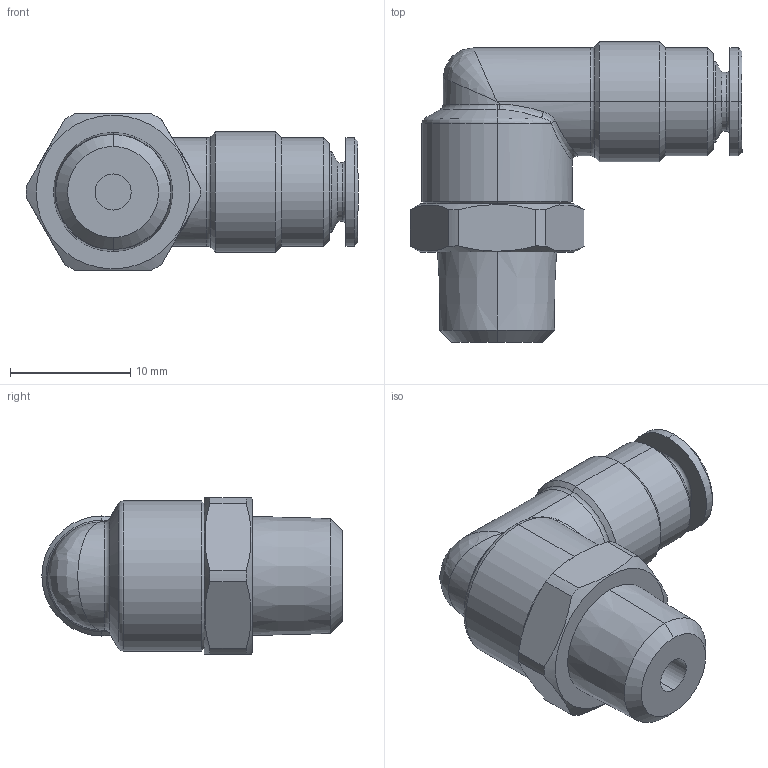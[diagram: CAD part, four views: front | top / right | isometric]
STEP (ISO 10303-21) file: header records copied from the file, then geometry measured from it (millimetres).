
FILE_DESCRIPTION (( 'STEP AP203' ), '1' );
FILE_NAME ('M0050011.STEP', '2010-08-05T06:24:38', ( '' ), ( 'sopra-pneumatic' ), 'SwSTEP 2.0', 'SolidWorks 2009', '' );
FILE_SCHEMA (( 'CONFIG_CONTROL_DESIGN' ));
Length unit declared in the file: millimetre
Products named in the file (1): M0050011
Bounding box: 27.64 x 25 x 13 mm (x, y, z)
Volume: 3058 mm3; surface area: 1915.5 mm2
Topology: 1 solids, 1 shells, 87 faces, 194 edges, 114 vertices
Faces by surface type: cone 29, cylinder 27, plane 15, torus 10, bspline 6
Entity records: 3663 total; most frequent: CARTESIAN_POINT 1682, DIRECTION 420, ORIENTED_EDGE 384, EDGE_CURVE 192, AXIS2_PLACEMENT_3D 180, VERTEX_POINT 114, CIRCLE 98, EDGE_LOOP 94
